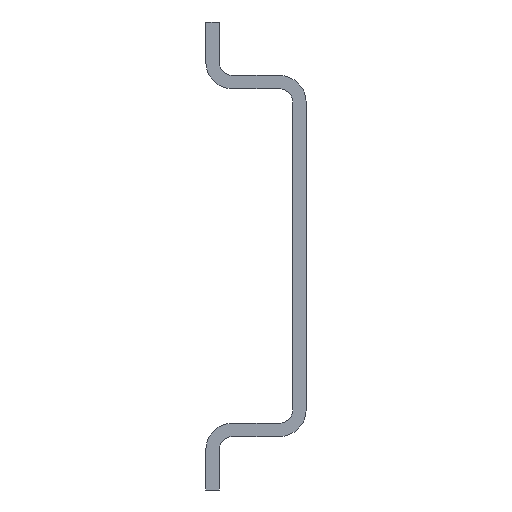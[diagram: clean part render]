
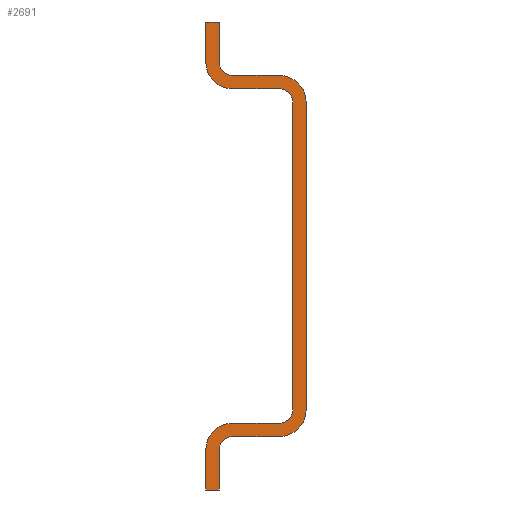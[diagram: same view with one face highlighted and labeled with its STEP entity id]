
A CAD part, left-side view. The second image highlights one B-rep face of the part: STEP entity #2691.
In plain terms, the highlighted planar face has unit normal (-1, 0, 0).
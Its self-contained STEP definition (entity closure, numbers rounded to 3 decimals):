
#1875=CARTESIAN_POINT('',(0.0,7.5,17.5));
#1876=VERTEX_POINT('',#1875);
#1883=CARTESIAN_POINT('',(0.0,6.5,17.5));
#1884=VERTEX_POINT('',#1883);
#1885=CARTESIAN_POINT('',(0.0,7.5,17.5));
#1886=DIRECTION('',(0.0,-1.0,0.0));
#1887=VECTOR('',#1886,1.0);
#1888=LINE('',#1885,#1887);
#1889=EDGE_CURVE('',#1876,#1884,#1888,.T.);
#1913=CARTESIAN_POINT('',(0.0,7.5,14.5));
#1914=VERTEX_POINT('',#1913);
#1921=CARTESIAN_POINT('',(0.0,7.5,14.5));
#1922=DIRECTION('',(0.0,0.0,1.0));
#1923=VECTOR('',#1922,3.0);
#1924=LINE('',#1921,#1923);
#1925=EDGE_CURVE('',#1914,#1876,#1924,.T.);
#1945=CARTESIAN_POINT('',(0.0,5.5,12.5));
#1946=VERTEX_POINT('',#1945);
#1953=CARTESIAN_POINT('',(0.0,5.5,14.5));
#1954=DIRECTION('',(1.0,0.0,0.0));
#1955=DIRECTION('',(0.0,0.0,-1.0));
#1956=AXIS2_PLACEMENT_3D('',#1953,#1954,#1955);
#1957=CIRCLE('',#1956,2.);
#1958=EDGE_CURVE('',#1946,#1914,#1957,.T.);
#1977=CARTESIAN_POINT('',(0.0,2.,12.5));
#1978=VERTEX_POINT('',#1977);
#1985=CARTESIAN_POINT('',(0.0,2.,12.5));
#1986=DIRECTION('',(0.0,1.0,0.0));
#1987=VECTOR('',#1986,3.5);
#1988=LINE('',#1985,#1987);
#1989=EDGE_CURVE('',#1978,#1946,#1988,.T.);
#2009=CARTESIAN_POINT('',(0.0,1.,11.5));
#2010=VERTEX_POINT('',#2009);
#2017=CARTESIAN_POINT('',(0.0,2.,11.5));
#2018=DIRECTION('',(-1.0,0.0,0.0));
#2019=DIRECTION('',(0.0,0.0,-1.0));
#2020=AXIS2_PLACEMENT_3D('',#2017,#2018,#2019);
#2021=CIRCLE('',#2020,1.0);
#2022=EDGE_CURVE('',#2010,#1978,#2021,.T.);
#2041=CARTESIAN_POINT('',(0.0,1.,-11.5));
#2042=VERTEX_POINT('',#2041);
#2049=CARTESIAN_POINT('',(0.0,1.,-11.5));
#2050=DIRECTION('',(0.0,0.0,1.0));
#2051=VECTOR('',#2050,23.0);
#2052=LINE('',#2049,#2051);
#2053=EDGE_CURVE('',#2042,#2010,#2052,.T.);
#2157=CARTESIAN_POINT('',(0.0,2.,-12.5));
#2158=VERTEX_POINT('',#2157);
#2165=CARTESIAN_POINT('',(0.0,2.,-11.5));
#2166=DIRECTION('',(-1.0,0.0,0.0));
#2167=DIRECTION('',(0.0,1.0,0.0));
#2168=AXIS2_PLACEMENT_3D('',#2165,#2166,#2167);
#2169=CIRCLE('',#2168,1.0);
#2170=EDGE_CURVE('',#2158,#2042,#2169,.T.);
#2189=CARTESIAN_POINT('',(0.0,5.5,-12.5));
#2190=VERTEX_POINT('',#2189);
#2197=CARTESIAN_POINT('',(0.0,5.5,-12.5));
#2198=DIRECTION('',(0.0,-1.0,0.0));
#2199=VECTOR('',#2198,3.5);
#2200=LINE('',#2197,#2199);
#2201=EDGE_CURVE('',#2190,#2158,#2200,.T.);
#2221=CARTESIAN_POINT('',(0.0,7.5,-14.5));
#2222=VERTEX_POINT('',#2221);
#2229=CARTESIAN_POINT('',(0.0,5.5,-14.5));
#2230=DIRECTION('',(1.0,0.0,0.0));
#2231=DIRECTION('',(0.0,1.0,0.0));
#2232=AXIS2_PLACEMENT_3D('',#2229,#2230,#2231);
#2233=CIRCLE('',#2232,2.);
#2234=EDGE_CURVE('',#2222,#2190,#2233,.T.);
#2253=CARTESIAN_POINT('',(0.0,7.5,-17.5));
#2254=VERTEX_POINT('',#2253);
#2261=CARTESIAN_POINT('',(0.0,7.5,-17.5));
#2262=DIRECTION('',(0.0,0.0,1.0));
#2263=VECTOR('',#2262,3.0);
#2264=LINE('',#2261,#2263);
#2265=EDGE_CURVE('',#2254,#2222,#2264,.T.);
#2284=CARTESIAN_POINT('',(0.0,6.5,-17.5));
#2285=VERTEX_POINT('',#2284);
#2292=CARTESIAN_POINT('',(0.0,6.5,-17.5));
#2293=DIRECTION('',(0.0,1.0,0.0));
#2294=VECTOR('',#2293,1.0);
#2295=LINE('',#2292,#2294);
#2296=EDGE_CURVE('',#2285,#2254,#2295,.T.);
#2315=CARTESIAN_POINT('',(0.0,6.5,-14.5));
#2316=VERTEX_POINT('',#2315);
#2323=CARTESIAN_POINT('',(0.0,6.5,-14.5));
#2324=DIRECTION('',(0.0,0.0,-1.0));
#2325=VECTOR('',#2324,3.0);
#2326=LINE('',#2323,#2325);
#2327=EDGE_CURVE('',#2316,#2285,#2326,.T.);
#2347=CARTESIAN_POINT('',(0.0,5.5,-13.5));
#2348=VERTEX_POINT('',#2347);
#2355=CARTESIAN_POINT('',(0.0,5.5,-14.5));
#2356=DIRECTION('',(-1.0,0.0,0.0));
#2357=DIRECTION('',(0.0,-1.0,0.0));
#2358=AXIS2_PLACEMENT_3D('',#2355,#2356,#2357);
#2359=CIRCLE('',#2358,1.0);
#2360=EDGE_CURVE('',#2348,#2316,#2359,.T.);
#2379=CARTESIAN_POINT('',(0.0,2.0,-13.5));
#2380=VERTEX_POINT('',#2379);
#2387=CARTESIAN_POINT('',(0.0,2.0,-13.5));
#2388=DIRECTION('',(0.0,1.0,0.0));
#2389=VECTOR('',#2388,3.5);
#2390=LINE('',#2387,#2389);
#2391=EDGE_CURVE('',#2380,#2348,#2390,.T.);
#2411=CARTESIAN_POINT('',(0.0,0.0,-11.5));
#2412=VERTEX_POINT('',#2411);
#2419=CARTESIAN_POINT('',(0.0,2.0,-11.5));
#2420=DIRECTION('',(1.0,0.0,0.0));
#2421=DIRECTION('',(0.0,-1.0,0.0));
#2422=AXIS2_PLACEMENT_3D('',#2419,#2420,#2421);
#2423=CIRCLE('',#2422,2.);
#2424=EDGE_CURVE('',#2412,#2380,#2423,.T.);
#2443=CARTESIAN_POINT('',(0.0,0.0,11.5));
#2444=VERTEX_POINT('',#2443);
#2451=CARTESIAN_POINT('',(0.0,0.0,11.5));
#2452=DIRECTION('',(0.0,0.0,-1.0));
#2453=VECTOR('',#2452,23.0);
#2454=LINE('',#2451,#2453);
#2455=EDGE_CURVE('',#2444,#2412,#2454,.T.);
#2559=CARTESIAN_POINT('',(0.0,2.0,13.5));
#2560=VERTEX_POINT('',#2559);
#2567=CARTESIAN_POINT('',(0.0,2.0,11.5));
#2568=DIRECTION('',(1.0,0.0,0.0));
#2569=DIRECTION('',(0.0,0.0,1.0));
#2570=AXIS2_PLACEMENT_3D('',#2567,#2568,#2569);
#2571=CIRCLE('',#2570,2.0);
#2572=EDGE_CURVE('',#2560,#2444,#2571,.T.);
#2591=CARTESIAN_POINT('',(0.0,5.5,13.5));
#2592=VERTEX_POINT('',#2591);
#2599=CARTESIAN_POINT('',(0.0,5.5,13.5));
#2600=DIRECTION('',(0.0,-1.0,0.0));
#2601=VECTOR('',#2600,3.5);
#2602=LINE('',#2599,#2601);
#2603=EDGE_CURVE('',#2592,#2560,#2602,.T.);
#2623=CARTESIAN_POINT('',(0.0,6.5,14.5));
#2624=VERTEX_POINT('',#2623);
#2631=CARTESIAN_POINT('',(0.0,5.5,14.5));
#2632=DIRECTION('',(-1.0,0.0,0.0));
#2633=DIRECTION('',(0.0,0.0,1.0));
#2634=AXIS2_PLACEMENT_3D('',#2631,#2632,#2633);
#2635=CIRCLE('',#2634,1.0);
#2636=EDGE_CURVE('',#2624,#2592,#2635,.T.);
#2654=CARTESIAN_POINT('',(0.0,6.5,17.5));
#2655=DIRECTION('',(0.0,0.0,-1.0));
#2656=VECTOR('',#2655,3.);
#2657=LINE('',#2654,#2656);
#2658=EDGE_CURVE('',#1884,#2624,#2657,.T.);
#2664=CARTESIAN_POINT('',(0.0,2.63,0.));
#2665=DIRECTION('',(1.0,0.0,0.0));
#2666=DIRECTION('',(0.0,0.0,-1.0));
#2667=AXIS2_PLACEMENT_3D('',#2664,#2665,#2666);
#2668=PLANE('',#2667);
#2669=ORIENTED_EDGE('',*,*,#2658,.F.);
#2670=ORIENTED_EDGE('',*,*,#1889,.F.);
#2671=ORIENTED_EDGE('',*,*,#1925,.F.);
#2672=ORIENTED_EDGE('',*,*,#1958,.F.);
#2673=ORIENTED_EDGE('',*,*,#1989,.F.);
#2674=ORIENTED_EDGE('',*,*,#2022,.F.);
#2675=ORIENTED_EDGE('',*,*,#2053,.F.);
#2676=ORIENTED_EDGE('',*,*,#2170,.F.);
#2677=ORIENTED_EDGE('',*,*,#2201,.F.);
#2678=ORIENTED_EDGE('',*,*,#2234,.F.);
#2679=ORIENTED_EDGE('',*,*,#2265,.F.);
#2680=ORIENTED_EDGE('',*,*,#2296,.F.);
#2681=ORIENTED_EDGE('',*,*,#2327,.F.);
#2682=ORIENTED_EDGE('',*,*,#2360,.F.);
#2683=ORIENTED_EDGE('',*,*,#2391,.F.);
#2684=ORIENTED_EDGE('',*,*,#2424,.F.);
#2685=ORIENTED_EDGE('',*,*,#2455,.F.);
#2686=ORIENTED_EDGE('',*,*,#2572,.F.);
#2687=ORIENTED_EDGE('',*,*,#2603,.F.);
#2688=ORIENTED_EDGE('',*,*,#2636,.F.);
#2689=EDGE_LOOP('',(#2669,#2670,#2671,#2672,#2673,#2674,#2675,#2676,#2677,#2678,#2679,#2680,#2681,#2682,#2683,#2684,#2685,#2686,#2687,#2688));
#2690=FACE_OUTER_BOUND('',#2689,.T.);
#2691=ADVANCED_FACE('',(#2690),#2668,.F.);
